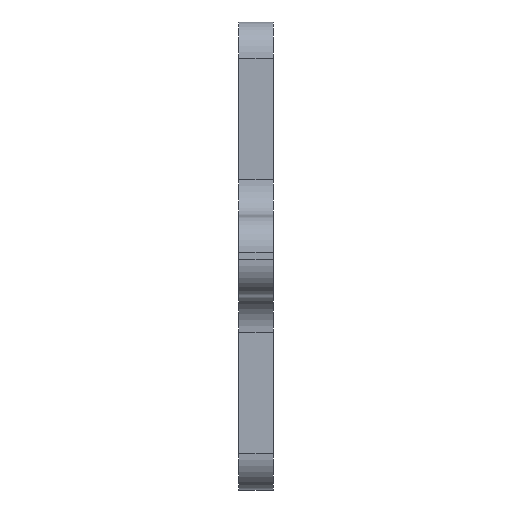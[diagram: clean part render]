
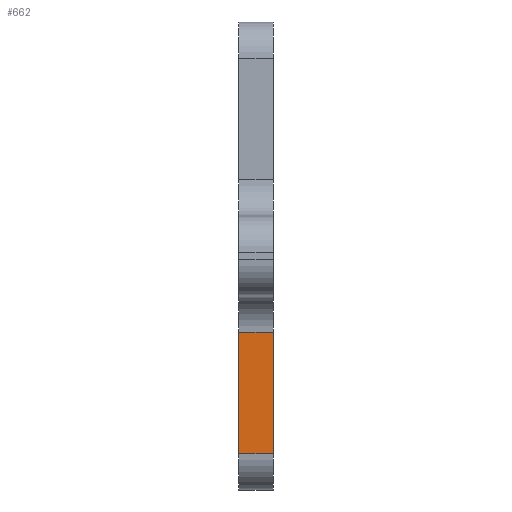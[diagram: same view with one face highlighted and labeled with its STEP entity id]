
A CAD part, left-side view. The second image highlights one B-rep face of the part: STEP entity #662.
In plain terms, the highlighted planar face has unit normal (-1, 0, 0).
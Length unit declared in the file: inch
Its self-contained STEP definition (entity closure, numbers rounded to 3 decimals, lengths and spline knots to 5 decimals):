
#17=PLANE('',#723);
#38=LINE('',#1044,#86);
#39=LINE('',#1047,#87);
#40=LINE('',#1049,#88);
#41=LINE('',#1050,#89);
#86=VECTOR('',#849,0.11811);
#87=VECTOR('',#852,0.41929);
#88=VECTOR('',#853,0.41929);
#89=VECTOR('',#854,0.11811);
#166=FACE_OUTER_BOUND('',#210,.T.);
#210=EDGE_LOOP('',(#485,#486,#487,#488));
#319=VERTEX_POINT('',#1040);
#320=VERTEX_POINT('',#1042);
#321=VERTEX_POINT('',#1046);
#322=VERTEX_POINT('',#1048);
#390=EDGE_CURVE('',#319,#320,#38,.T.);
#391=EDGE_CURVE('',#319,#321,#39,.T.);
#392=EDGE_CURVE('',#322,#320,#40,.T.);
#393=EDGE_CURVE('',#321,#322,#41,.T.);
#485=ORIENTED_EDGE('',*,*,#391,.F.);
#486=ORIENTED_EDGE('',*,*,#390,.T.);
#487=ORIENTED_EDGE('',*,*,#392,.F.);
#488=ORIENTED_EDGE('',*,*,#393,.F.);
#662=ADVANCED_FACE('',(#166),#17,.T.);
#723=AXIS2_PLACEMENT_3D('',#1045,#850,#851);
#849=DIRECTION('',(0.,1.,0.));
#850=DIRECTION('center_axis',(-1.,0.,0.));
#851=DIRECTION('ref_axis',(0.,0.,1.));
#852=DIRECTION('',(0.,0.,-1.));
#853=DIRECTION('',(0.,0.,1.));
#854=DIRECTION('',(0.,1.,0.));
#1040=CARTESIAN_POINT('',(-0.1378,0.,-0.2628));
#1042=CARTESIAN_POINT('',(-0.1378,0.11811,-0.2628));
#1044=CARTESIAN_POINT('',(-0.1378,0.,-0.2628));
#1045=CARTESIAN_POINT('Origin',(-0.1378,0.,-0.68209));
#1046=CARTESIAN_POINT('',(-0.1378,0.,-0.68209));
#1047=CARTESIAN_POINT('',(-0.1378,0.,-0.2628));
#1048=CARTESIAN_POINT('',(-0.1378,0.11811,-0.68209));
#1049=CARTESIAN_POINT('',(-0.1378,0.11811,-0.2628));
#1050=CARTESIAN_POINT('',(-0.1378,0.,-0.68209));
